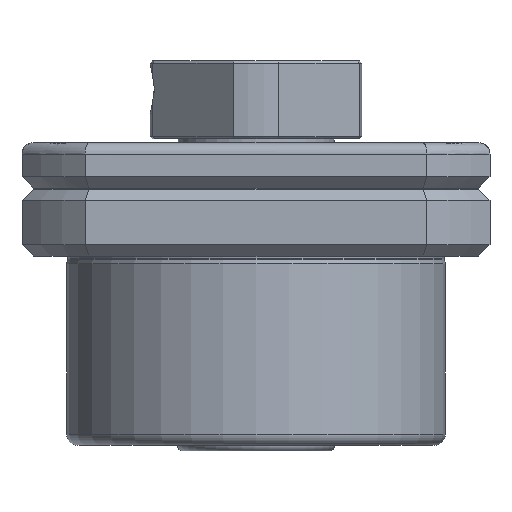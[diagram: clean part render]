
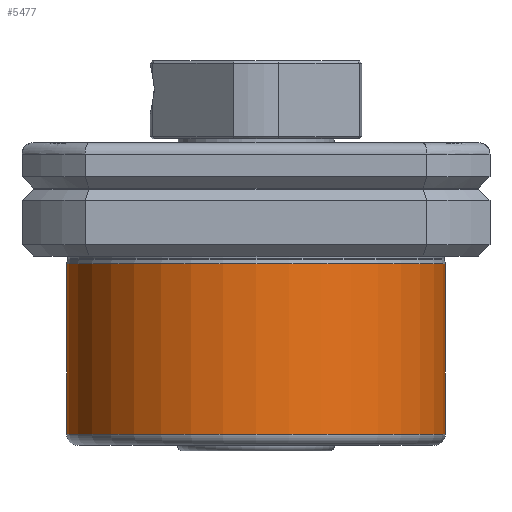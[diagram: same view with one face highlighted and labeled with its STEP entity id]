
A CAD part, front view. The second image highlights one B-rep face of the part: STEP entity #5477.
In plain terms, the highlighted cylindrical face has radius 17 mm (diameter 34 mm), a partial arc.
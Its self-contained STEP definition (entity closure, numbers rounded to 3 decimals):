
#165 = CIRCLE ( 'NONE', #13510, 17. ) ;
#229 = CARTESIAN_POINT ( 'NONE',  ( 0., 0., -10.5 ) ) ;
#978 = EDGE_CURVE ( 'NONE', #3492, #8751, #165, .T. ) ;
#1167 = EDGE_CURVE ( 'NONE', #11005, #8469, #10379, .T. ) ;
#1211 = CARTESIAN_POINT ( 'NONE',  ( 0., 0., 11.5 ) ) ;
#1340 = DIRECTION ( 'NONE',  ( 1., 0., 0. ) ) ;
#1408 = VECTOR ( 'NONE', #5415, 1000. ) ;
#2328 = DIRECTION ( 'NONE',  ( 0., 0., 1. ) ) ;
#2365 = CARTESIAN_POINT ( 'NONE',  ( -17., 0., 11.5 ) ) ;
#3492 = VERTEX_POINT ( 'NONE', #8893 ) ;
#4887 = CYLINDRICAL_SURFACE ( 'NONE', #13787, 17. ) ;
#4900 = CARTESIAN_POINT ( 'NONE',  ( 0., 0., 4.827 ) ) ;
#5415 = DIRECTION ( 'NONE',  ( 0., 0., 1. ) ) ;
#5477 = ADVANCED_FACE ( 'NONE', ( #10951 ), #4887, .T. ) ;
#5680 = CARTESIAN_POINT ( 'NONE',  ( 17., 0., 4.827 ) ) ;
#5843 = LINE ( 'NONE', #2365, #11238 ) ;
#5975 = DIRECTION ( 'NONE',  ( 1., 0., 0. ) ) ;
#6165 = LINE ( 'NONE', #14043, #1408 ) ;
#6451 = ORIENTED_EDGE ( 'NONE', *, *, #7810, .T. ) ;
#6637 = ORIENTED_EDGE ( 'NONE', *, *, #9263, .F. ) ;
#7810 = EDGE_CURVE ( 'NONE', #8751, #8469, #6165, .T. ) ;
#7846 = DIRECTION ( 'NONE',  ( 0., 0., 1. ) ) ;
#8095 = ORIENTED_EDGE ( 'NONE', *, *, #978, .T. ) ;
#8469 = VERTEX_POINT ( 'NONE', #5680 ) ;
#8751 = VERTEX_POINT ( 'NONE', #12996 ) ;
#8893 = CARTESIAN_POINT ( 'NONE',  ( -17., 0., -10.5 ) ) ;
#9263 = EDGE_CURVE ( 'NONE', #3492, #11005, #5843, .T. ) ;
#9295 = EDGE_LOOP ( 'NONE', ( #6637, #8095, #6451, #9375 ) ) ;
#9375 = ORIENTED_EDGE ( 'NONE', *, *, #1167, .F. ) ;
#10372 = AXIS2_PLACEMENT_3D ( 'NONE', #4900, #12432, #5975 ) ;
#10379 = CIRCLE ( 'NONE', #10372, 17. ) ;
#10936 = DIRECTION ( 'NONE',  ( 1., 0., 0. ) ) ;
#10951 = FACE_OUTER_BOUND ( 'NONE', #9295, .T. ) ;
#11005 = VERTEX_POINT ( 'NONE', #13343 ) ;
#11238 = VECTOR ( 'NONE', #13179, 1000. ) ;
#12432 = DIRECTION ( 'NONE',  ( 0., 0., 1. ) ) ;
#12996 = CARTESIAN_POINT ( 'NONE',  ( 17., 0., -10.5 ) ) ;
#13179 = DIRECTION ( 'NONE',  ( 0., 0., 1. ) ) ;
#13343 = CARTESIAN_POINT ( 'NONE',  ( -17., 0., 4.827 ) ) ;
#13510 = AXIS2_PLACEMENT_3D ( 'NONE', #229, #7846, #1340 ) ;
#13787 = AXIS2_PLACEMENT_3D ( 'NONE', #1211, #2328, #10936 ) ;
#14043 = CARTESIAN_POINT ( 'NONE',  ( 17., 0., 11.5 ) ) ;
